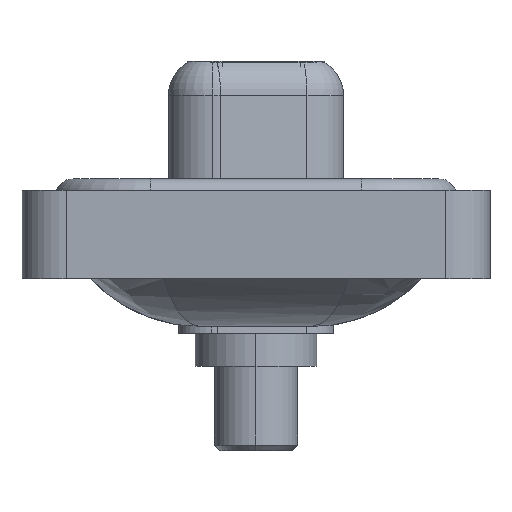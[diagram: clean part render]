
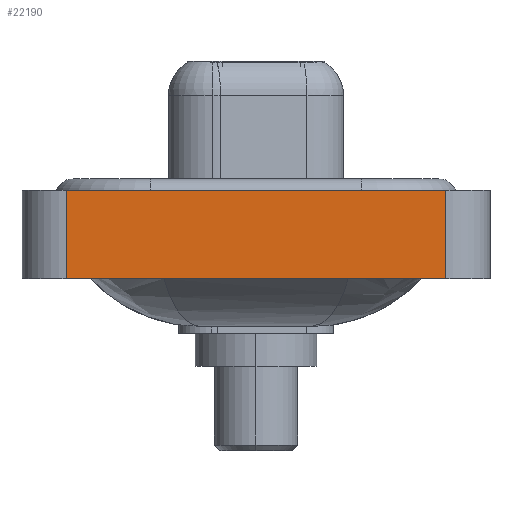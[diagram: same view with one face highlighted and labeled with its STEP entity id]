
A CAD part, left-side view. The second image highlights one B-rep face of the part: STEP entity #22190.
In plain terms, the highlighted planar face has unit normal (-1, 0, 0).
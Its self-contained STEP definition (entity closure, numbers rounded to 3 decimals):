
#136 = CARTESIAN_POINT ( 'NONE',  ( -7.35, -8.55, -3.6 ) ) ;
#163 = CARTESIAN_POINT ( 'NONE',  ( -7.35, -8.55, -3.6 ) ) ;
#1343 = DIRECTION ( 'NONE',  ( -1., 0., 0. ) ) ;
#1398 = VECTOR ( 'NONE', #13396, 1000. ) ;
#1724 = EDGE_CURVE ( 'NONE', #8050, #15024, #12186, .T. ) ;
#2190 = DIRECTION ( 'NONE',  ( 0., 0., 1. ) ) ;
#2960 = ORIENTED_EDGE ( 'NONE', *, *, #1724, .F. ) ;
#3167 = VECTOR ( 'NONE', #2190, 1000. ) ;
#5980 = CARTESIAN_POINT ( 'NONE',  ( -7.35, -8.55, -3.6 ) ) ;
#6084 = EDGE_LOOP ( 'NONE', ( #11579, #8478, #2960, #11946 ) ) ;
#6875 = CARTESIAN_POINT ( 'NONE',  ( -7.35, 8.55, -3.6 ) ) ;
#8050 = VERTEX_POINT ( 'NONE', #6875 ) ;
#8478 = ORIENTED_EDGE ( 'NONE', *, *, #10570, .F. ) ;
#8807 = PLANE ( 'NONE',  #21065 ) ;
#10570 = EDGE_CURVE ( 'NONE', #15024, #19937, #20441, .T. ) ;
#10593 = CARTESIAN_POINT ( 'NONE',  ( -7.35, 8.55, -3.6 ) ) ;
#10644 = FACE_OUTER_BOUND ( 'NONE', #6084, .T. ) ;
#11141 = VERTEX_POINT ( 'NONE', #21759 ) ;
#11579 = ORIENTED_EDGE ( 'NONE', *, *, #19406, .T. ) ;
#11827 = DIRECTION ( 'NONE',  ( 0., 0., 1. ) ) ;
#11946 = ORIENTED_EDGE ( 'NONE', *, *, #20517, .T. ) ;
#12155 = LINE ( 'NONE', #163, #17207 ) ;
#12186 = LINE ( 'NONE', #10593, #15087 ) ;
#12270 = DIRECTION ( 'NONE',  ( 0., -1., 0. ) ) ;
#12505 = CARTESIAN_POINT ( 'NONE',  ( -7.35, 8.55, 0.4 ) ) ;
#13396 = DIRECTION ( 'NONE',  ( 0., -1., 0. ) ) ;
#14980 = LINE ( 'NONE', #5980, #3167 ) ;
#15024 = VERTEX_POINT ( 'NONE', #12505 ) ;
#15087 = VECTOR ( 'NONE', #22802, 1000. ) ;
#16864 = CARTESIAN_POINT ( 'NONE',  ( -7.35, -8.55, 0.4 ) ) ;
#17207 = VECTOR ( 'NONE', #12270, 1000. ) ;
#19406 = EDGE_CURVE ( 'NONE', #11141, #19937, #14980, .T. ) ;
#19937 = VERTEX_POINT ( 'NONE', #21915 ) ;
#20441 = LINE ( 'NONE', #16864, #1398 ) ;
#20517 = EDGE_CURVE ( 'NONE', #8050, #11141, #12155, .T. ) ;
#21065 = AXIS2_PLACEMENT_3D ( 'NONE', #136, #1343, #11827 ) ;
#21759 = CARTESIAN_POINT ( 'NONE',  ( -7.35, -8.55, -3.6 ) ) ;
#21915 = CARTESIAN_POINT ( 'NONE',  ( -7.35, -8.55, 0.4 ) ) ;
#22190 = ADVANCED_FACE ( 'NONE', ( #10644 ), #8807, .T. ) ;
#22802 = DIRECTION ( 'NONE',  ( 0., 0., 1. ) ) ;
